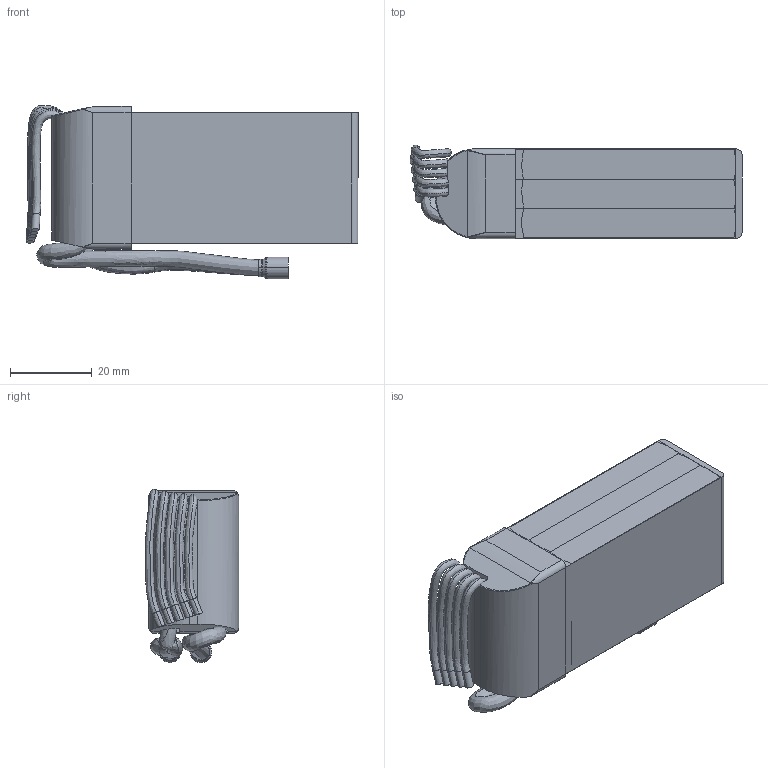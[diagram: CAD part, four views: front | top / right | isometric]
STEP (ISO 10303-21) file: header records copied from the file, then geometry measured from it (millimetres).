
FILE_DESCRIPTION (( 'STEP AP203' ), '1' );
FILE_NAME ('tattu 1300MHa 3s LiPo_Predeterminado_sldprt.STEP', '2022-02-13T10:50:48', ( '' ), ( '' ), 'SwSTEP 2.0', 'SolidWorks 2020', '' );
FILE_SCHEMA (( 'CONFIG_CONTROL_DESIGN' ));
Length unit declared in the file: millimetre
Products named in the file (1): tattu 1300MHa 3s LiPo_Predeterminado_sldprt
Bounding box: 81.26 x 22.88 x 42.45 mm (x, y, z)
Volume: 55751.7 mm3; surface area: 29287.3 mm2
Topology: 11 solids, 11 shells, 353 faces, 1268 edges, 984 vertices
Faces by surface type: plane 168, bspline 118, cylinder 40, torus 17, cone 8, sphere 2
Entity records: 22909 total; most frequent: CARTESIAN_POINT 12803, ORIENTED_EDGE 2520, DIRECTION 1457, EDGE_CURVE 1260, VERTEX_POINT 984, VECTOR 659, LINE 659, B_SPLINE_CURVE_WITH_KNOTS 417
